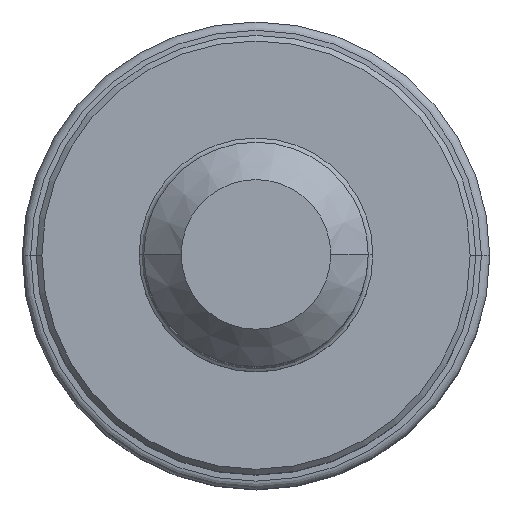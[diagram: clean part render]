
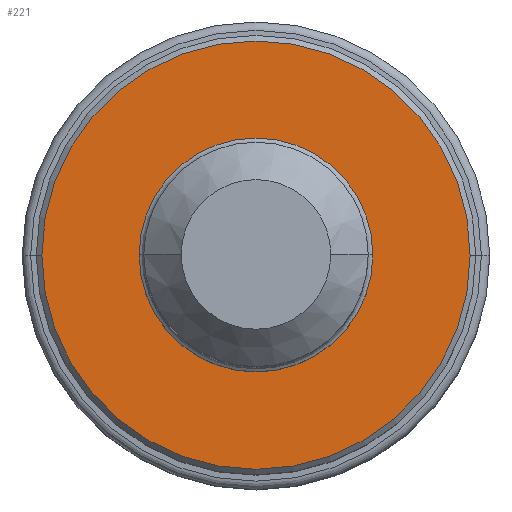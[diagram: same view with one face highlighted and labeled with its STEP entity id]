
A CAD part, top view. The second image highlights one B-rep face of the part: STEP entity #221.
In plain terms, the highlighted planar face has unit normal (0, 0, 1).
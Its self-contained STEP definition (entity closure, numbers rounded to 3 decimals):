
#221=ADVANCED_FACE('',(#268,#269),#263,.F.);
#263=PLANE('',#1329);
#268=FACE_BOUND('',#304,.T.);
#269=FACE_BOUND('',#305,.T.);
#304=EDGE_LOOP('',(#482,#483));
#305=EDGE_LOOP('',(#484,#485));
#482=ORIENTED_EDGE('',*,*,#788,.T.);
#483=ORIENTED_EDGE('',*,*,#789,.T.);
#484=ORIENTED_EDGE('',*,*,#790,.T.);
#485=ORIENTED_EDGE('',*,*,#791,.T.);
#678=VERTEX_POINT('',#2161);
#679=VERTEX_POINT('',#2162);
#680=VERTEX_POINT('',#2165);
#681=VERTEX_POINT('',#2166);
#788=EDGE_CURVE('',#678,#679,#927,.T.);
#789=EDGE_CURVE('',#679,#678,#928,.T.);
#790=EDGE_CURVE('',#680,#681,#929,.T.);
#791=EDGE_CURVE('',#681,#680,#930,.T.);
#927=CIRCLE('',#1325,11.45);
#928=CIRCLE('',#1326,11.45);
#929=CIRCLE('',#1327,6.15);
#930=CIRCLE('',#1328,6.15);
#1325=AXIS2_PLACEMENT_3D('',#2160,#1640,#1641);
#1326=AXIS2_PLACEMENT_3D('',#2163,#1642,#1643);
#1327=AXIS2_PLACEMENT_3D('',#2164,#1644,#1645);
#1328=AXIS2_PLACEMENT_3D('',#2167,#1646,#1647);
#1329=AXIS2_PLACEMENT_3D('',#2168,#1648,#1649);
#1640=DIRECTION('',(0.,0.,1.));
#1641=DIRECTION('',(-1.,0.,0.));
#1642=DIRECTION('',(0.,0.,1.));
#1643=DIRECTION('',(1.,0.,0.));
#1644=DIRECTION('',(0.,0.,-1.));
#1645=DIRECTION('',(1.,0.,0.));
#1646=DIRECTION('',(0.,0.,-1.));
#1647=DIRECTION('',(-1.,0.,0.));
#1648=DIRECTION('',(0.,0.,-1.));
#1649=DIRECTION('',(1.,0.,0.));
#2160=CARTESIAN_POINT('',(0.,0.,0.));
#2161=CARTESIAN_POINT('',(-11.45,0.,0.));
#2162=CARTESIAN_POINT('',(11.45,0.,0.));
#2163=CARTESIAN_POINT('',(0.,0.,0.));
#2164=CARTESIAN_POINT('',(0.,0.,0.));
#2165=CARTESIAN_POINT('',(6.15,0.,0.));
#2166=CARTESIAN_POINT('',(-6.15,0.,0.));
#2167=CARTESIAN_POINT('',(0.,0.,0.));
#2168=CARTESIAN_POINT('',(0.,0.,0.));
